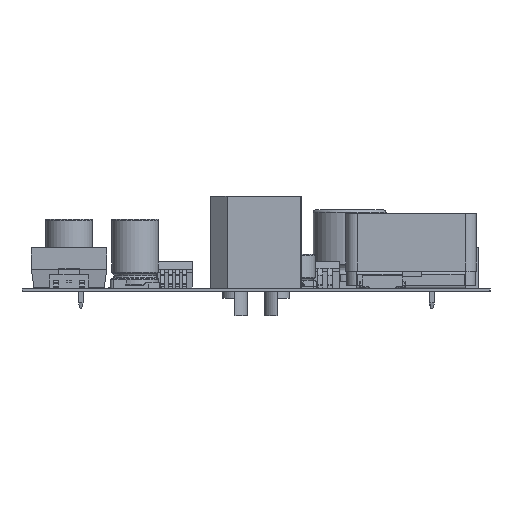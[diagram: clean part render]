
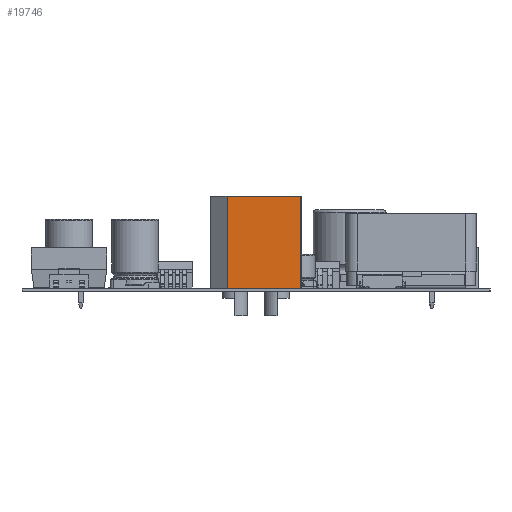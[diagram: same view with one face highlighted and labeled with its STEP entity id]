
A CAD part, left-side view. The second image highlights one B-rep face of the part: STEP entity #19746.
In plain terms, the highlighted planar face has unit normal (-1, 0, 0).
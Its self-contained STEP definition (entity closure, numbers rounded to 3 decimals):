
#19746 = ADVANCED_FACE('',(#19747),#19781,.T.);
#19747 = FACE_BOUND('',#19748,.T.);
#19748 = EDGE_LOOP('',(#19749,#19759,#19767,#19775));
#19749 = ORIENTED_EDGE('',*,*,#19750,.F.);
#19750 = EDGE_CURVE('',#19751,#19753,#19755,.T.);
#19751 = VERTEX_POINT('',#19752);
#19752 = CARTESIAN_POINT('',(-4.05,4.95,0.));
#19753 = VERTEX_POINT('',#19754);
#19754 = CARTESIAN_POINT('',(-4.05,-7.55,0.));
#19755 = LINE('',#19756,#19757);
#19756 = CARTESIAN_POINT('',(-4.05,4.95,0.));
#19757 = VECTOR('',#19758,1.);
#19758 = DIRECTION('',(0.,-1.,0.));
#19759 = ORIENTED_EDGE('',*,*,#19760,.F.);
#19760 = EDGE_CURVE('',#19761,#19751,#19763,.T.);
#19761 = VERTEX_POINT('',#19762);
#19762 = CARTESIAN_POINT('',(-4.05,4.95,-16.));
#19763 = LINE('',#19764,#19765);
#19764 = CARTESIAN_POINT('',(-4.05,4.95,-16.));
#19765 = VECTOR('',#19766,1.);
#19766 = DIRECTION('',(0.,0.,1.));
#19767 = ORIENTED_EDGE('',*,*,#19768,.T.);
#19768 = EDGE_CURVE('',#19761,#19769,#19771,.T.);
#19769 = VERTEX_POINT('',#19770);
#19770 = CARTESIAN_POINT('',(-4.05,-7.55,-16.));
#19771 = LINE('',#19772,#19773);
#19772 = CARTESIAN_POINT('',(-4.05,4.95,-16.));
#19773 = VECTOR('',#19774,1.);
#19774 = DIRECTION('',(0.,-1.,0.));
#19775 = ORIENTED_EDGE('',*,*,#19776,.T.);
#19776 = EDGE_CURVE('',#19769,#19753,#19777,.T.);
#19777 = LINE('',#19778,#19779);
#19778 = CARTESIAN_POINT('',(-4.05,-7.55,-16.));
#19779 = VECTOR('',#19780,1.);
#19780 = DIRECTION('',(0.,0.,1.));
#19781 = PLANE('',#19782);
#19782 = AXIS2_PLACEMENT_3D('',#19783,#19784,#19785);
#19783 = CARTESIAN_POINT('',(-4.05,4.95,-16.));
#19784 = DIRECTION('',(-1.,0.,0.));
#19785 = DIRECTION('',(0.,-1.,0.));
